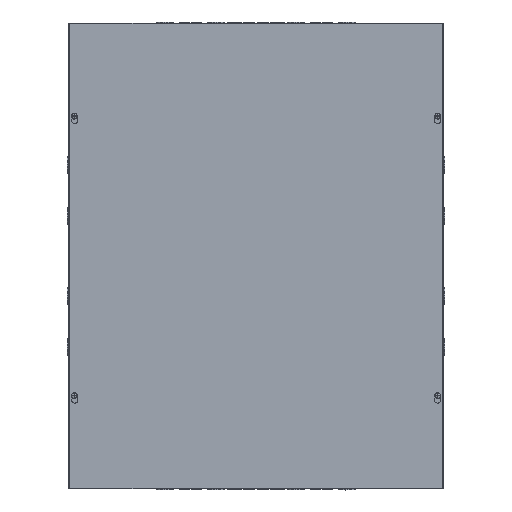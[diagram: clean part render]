
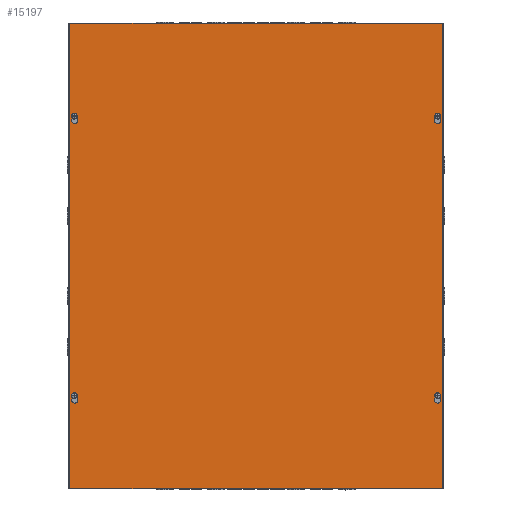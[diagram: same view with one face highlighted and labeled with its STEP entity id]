
A CAD part, top view. The second image highlights one B-rep face of the part: STEP entity #15197.
In plain terms, the highlighted planar face has unit normal (0, 0, 1).
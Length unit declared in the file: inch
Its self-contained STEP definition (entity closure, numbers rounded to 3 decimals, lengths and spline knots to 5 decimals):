
#304=FACE_BOUND($,#2505,.T.);
#305=FACE_BOUND($,#2506,.T.);
#306=FACE_BOUND($,#2507,.T.);
#307=FACE_BOUND($,#2508,.T.);
#308=FACE_BOUND($,#2509,.T.);
#606=CIRCLE($,#16304,0.203);
#608=CIRCLE($,#16308,0.125);
#610=CIRCLE($,#16312,0.203);
#612=CIRCLE($,#16316,0.125);
#614=CIRCLE($,#16320,0.203);
#616=CIRCLE($,#16324,0.125);
#618=CIRCLE($,#16328,0.203);
#620=CIRCLE($,#16332,0.125);
#2505=EDGE_LOOP($,(#12768,#12769,#12770,#12771));
#2506=EDGE_LOOP($,(#12772,#12773,#12774,#12775));
#2507=EDGE_LOOP($,(#12776,#12777,#12778,#12779));
#2508=EDGE_LOOP($,(#12780,#12781,#12782,#12783));
#2509=EDGE_LOOP($,(#12784,#12785,#12786,#12787));
#4032=LINE($,#24111,#5584);
#4036=LINE($,#24123,#5588);
#4040=LINE($,#24135,#5592);
#4044=LINE($,#24147,#5596);
#4048=LINE($,#24159,#5600);
#4052=LINE($,#24171,#5604);
#4056=LINE($,#24183,#5608);
#4060=LINE($,#24195,#5612);
#4062=LINE($,#24203,#5614);
#4066=LINE($,#24211,#5618);
#4069=LINE($,#24217,#5621);
#4072=LINE($,#24222,#5624);
#5584=VECTOR($,#20009,0.26996);
#5588=VECTOR($,#20021,0.26996);
#5592=VECTOR($,#20033,0.26996);
#5596=VECTOR($,#20045,0.26996);
#5600=VECTOR($,#20057,0.26996);
#5604=VECTOR($,#20069,0.26996);
#5608=VECTOR($,#20081,0.26996);
#5612=VECTOR($,#20093,0.26996);
#5614=VECTOR($,#20103,30.);
#5618=VECTOR($,#20109,24.);
#5621=VECTOR($,#20114,30.);
#5624=VECTOR($,#20119,24.);
#6780=VERTEX_POINT($,#24108);
#6781=VERTEX_POINT($,#24110);
#6783=VERTEX_POINT($,#24116);
#6785=VERTEX_POINT($,#24122);
#6788=VERTEX_POINT($,#24132);
#6789=VERTEX_POINT($,#24134);
#6791=VERTEX_POINT($,#24140);
#6793=VERTEX_POINT($,#24146);
#6796=VERTEX_POINT($,#24156);
#6797=VERTEX_POINT($,#24158);
#6799=VERTEX_POINT($,#24164);
#6801=VERTEX_POINT($,#24170);
#6804=VERTEX_POINT($,#24180);
#6805=VERTEX_POINT($,#24182);
#6807=VERTEX_POINT($,#24188);
#6809=VERTEX_POINT($,#24194);
#6810=VERTEX_POINT($,#24201);
#6811=VERTEX_POINT($,#24202);
#6814=VERTEX_POINT($,#24210);
#6816=VERTEX_POINT($,#24216);
#8666=EDGE_CURVE($,#6781,#6780,#4032,.T.);
#8669=EDGE_CURVE($,#6783,#6781,#606,.T.);
#8672=EDGE_CURVE($,#6785,#6783,#4036,.T.);
#8675=EDGE_CURVE($,#6780,#6785,#608,.T.);
#8678=EDGE_CURVE($,#6789,#6788,#4040,.T.);
#8681=EDGE_CURVE($,#6791,#6789,#610,.T.);
#8684=EDGE_CURVE($,#6793,#6791,#4044,.T.);
#8687=EDGE_CURVE($,#6788,#6793,#612,.T.);
#8690=EDGE_CURVE($,#6797,#6796,#4048,.T.);
#8693=EDGE_CURVE($,#6799,#6797,#614,.T.);
#8696=EDGE_CURVE($,#6801,#6799,#4052,.T.);
#8699=EDGE_CURVE($,#6796,#6801,#616,.T.);
#8702=EDGE_CURVE($,#6805,#6804,#4056,.T.);
#8705=EDGE_CURVE($,#6807,#6805,#618,.T.);
#8708=EDGE_CURVE($,#6809,#6807,#4060,.T.);
#8711=EDGE_CURVE($,#6804,#6809,#620,.T.);
#8712=EDGE_CURVE($,#6810,#6811,#4062,.T.);
#8716=EDGE_CURVE($,#6811,#6814,#4066,.T.);
#8719=EDGE_CURVE($,#6814,#6816,#4069,.T.);
#8722=EDGE_CURVE($,#6816,#6810,#4072,.T.);
#12768=ORIENTED_EDGE($,*,*,#8666,.T.);
#12769=ORIENTED_EDGE($,*,*,#8675,.T.);
#12770=ORIENTED_EDGE($,*,*,#8672,.T.);
#12771=ORIENTED_EDGE($,*,*,#8669,.T.);
#12772=ORIENTED_EDGE($,*,*,#8678,.T.);
#12773=ORIENTED_EDGE($,*,*,#8687,.T.);
#12774=ORIENTED_EDGE($,*,*,#8684,.T.);
#12775=ORIENTED_EDGE($,*,*,#8681,.T.);
#12776=ORIENTED_EDGE($,*,*,#8690,.T.);
#12777=ORIENTED_EDGE($,*,*,#8699,.T.);
#12778=ORIENTED_EDGE($,*,*,#8696,.T.);
#12779=ORIENTED_EDGE($,*,*,#8693,.T.);
#12780=ORIENTED_EDGE($,*,*,#8702,.T.);
#12781=ORIENTED_EDGE($,*,*,#8711,.T.);
#12782=ORIENTED_EDGE($,*,*,#8708,.T.);
#12783=ORIENTED_EDGE($,*,*,#8705,.T.);
#12784=ORIENTED_EDGE($,*,*,#8712,.F.);
#12785=ORIENTED_EDGE($,*,*,#8722,.F.);
#12786=ORIENTED_EDGE($,*,*,#8719,.F.);
#12787=ORIENTED_EDGE($,*,*,#8716,.F.);
#13601=PLANE($,#16338);
#15197=ADVANCED_FACE($,(#304,#305,#306,#307,#308),#13601,.T.);
#16304=AXIS2_PLACEMENT_3D($,#24117,#20015,#20016);
#16308=AXIS2_PLACEMENT_3D($,#24127,#20027,#20028);
#16312=AXIS2_PLACEMENT_3D($,#24141,#20039,#20040);
#16316=AXIS2_PLACEMENT_3D($,#24151,#20051,#20052);
#16320=AXIS2_PLACEMENT_3D($,#24165,#20063,#20064);
#16324=AXIS2_PLACEMENT_3D($,#24175,#20075,#20076);
#16328=AXIS2_PLACEMENT_3D($,#24189,#20087,#20088);
#16332=AXIS2_PLACEMENT_3D($,#24199,#20099,#20100);
#16338=AXIS2_PLACEMENT_3D($,#24225,#20123,#20124);
#20009=DIRECTION($,(0.278,0.961,0.));
#20015=DIRECTION('center_axis',(0.,0.,-1.));
#20016=DIRECTION('ref_axis',(-0.961,0.278,0.));
#20021=DIRECTION($,(0.278,-0.961,0.));
#20027=DIRECTION('center_axis',(0.,0.,-1.));
#20028=DIRECTION('ref_axis',(0.961,0.278,0.));
#20033=DIRECTION($,(0.278,0.961,0.));
#20039=DIRECTION('center_axis',(0.,0.,-1.));
#20040=DIRECTION('ref_axis',(-0.961,0.278,0.));
#20045=DIRECTION($,(0.278,-0.961,0.));
#20051=DIRECTION('center_axis',(0.,0.,-1.));
#20052=DIRECTION('ref_axis',(0.961,0.278,0.));
#20057=DIRECTION($,(0.278,0.961,0.));
#20063=DIRECTION('center_axis',(0.,0.,-1.));
#20064=DIRECTION('ref_axis',(-0.961,0.278,0.));
#20069=DIRECTION($,(0.278,-0.961,0.));
#20075=DIRECTION('center_axis',(0.,0.,-1.));
#20076=DIRECTION('ref_axis',(0.961,0.278,0.));
#20081=DIRECTION($,(0.278,0.961,0.));
#20087=DIRECTION('center_axis',(0.,0.,-1.));
#20088=DIRECTION('ref_axis',(-0.961,0.278,0.));
#20093=DIRECTION($,(0.278,-0.961,0.));
#20099=DIRECTION('center_axis',(0.,0.,-1.));
#20100=DIRECTION('ref_axis',(0.961,0.278,0.));
#20103=DIRECTION($,(0.,1.,0.));
#20109=DIRECTION($,(1.,0.,0.));
#20114=DIRECTION($,(0.,-1.,0.));
#20119=DIRECTION($,(-1.,0.,0.));
#20123=DIRECTION('center_axis',(0.,0.,1.));
#20124=DIRECTION('ref_axis',(1.,0.,0.));
#24108=CARTESIAN_POINT('',(23.56741,6.0347,0.074));
#24110=CARTESIAN_POINT('',(23.49248,5.77535,0.074));
#24111=CARTESIAN_POINT($,(24.31717,8.62961,0.074));
#24116=CARTESIAN_POINT('',(23.88252,5.77535,0.074));
#24117=CARTESIAN_POINT('Origin',(23.6875,5.719,0.074));
#24122=CARTESIAN_POINT('',(23.80759,6.0347,0.074));
#24123=CARTESIAN_POINT($,(22.19477,11.61666,0.074));
#24127=CARTESIAN_POINT('Origin',(23.6875,6.,0.074));
#24132=CARTESIAN_POINT('',(0.19241,6.0347,0.074));
#24134=CARTESIAN_POINT('',(0.11748,5.77535,0.074));
#24135=CARTESIAN_POINT($,(1.8427,11.74633,0.074));
#24140=CARTESIAN_POINT('',(0.50752,5.77535,0.074));
#24141=CARTESIAN_POINT('Origin',(0.3125,5.719,0.074));
#24146=CARTESIAN_POINT('',(0.43259,6.0347,0.074));
#24147=CARTESIAN_POINT($,(-0.2797,8.49993,0.074));
#24151=CARTESIAN_POINT('Origin',(0.3125,6.,0.074));
#24156=CARTESIAN_POINT('',(23.56741,24.0347,0.074));
#24158=CARTESIAN_POINT('',(23.49248,23.77535,0.074));
#24159=CARTESIAN_POINT($,(21.91712,18.32306,0.074));
#24164=CARTESIAN_POINT('',(23.88252,23.77535,0.074));
#24165=CARTESIAN_POINT('Origin',(23.6875,23.719,0.074));
#24170=CARTESIAN_POINT('',(23.80759,24.0347,0.074));
#24171=CARTESIAN_POINT($,(24.59481,21.31012,0.074));
#24175=CARTESIAN_POINT('Origin',(23.6875,24.,0.074));
#24180=CARTESIAN_POINT('',(0.19241,24.0347,0.074));
#24182=CARTESIAN_POINT('',(0.11748,23.77535,0.074));
#24183=CARTESIAN_POINT($,(-0.55735,21.43979,0.074));
#24188=CARTESIAN_POINT('',(0.50752,23.77535,0.074));
#24189=CARTESIAN_POINT('Origin',(0.3125,23.719,0.074));
#24194=CARTESIAN_POINT('',(0.43259,24.0347,0.074));
#24195=CARTESIAN_POINT($,(2.12034,18.19339,0.074));
#24199=CARTESIAN_POINT('Origin',(0.3125,24.,0.074));
#24201=CARTESIAN_POINT('',(0.,0.,0.074));
#24202=CARTESIAN_POINT('',(0.,30.,0.074));
#24203=CARTESIAN_POINT($,(0.,30.,0.074));
#24210=CARTESIAN_POINT('',(24.,30.,0.074));
#24211=CARTESIAN_POINT($,(24.,30.,0.074));
#24216=CARTESIAN_POINT('',(24.,0.,0.074));
#24217=CARTESIAN_POINT($,(24.,0.,0.074));
#24222=CARTESIAN_POINT($,(0.,0.,0.074));
#24225=CARTESIAN_POINT('Origin',(12.,15.,0.074));
